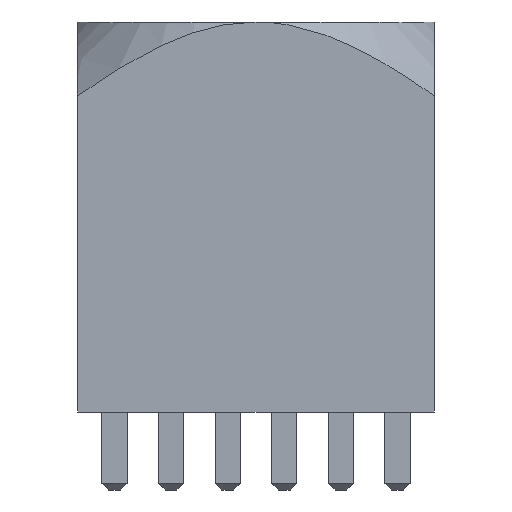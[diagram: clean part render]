
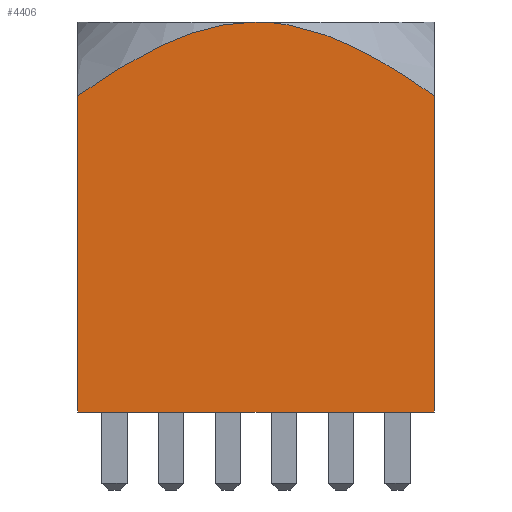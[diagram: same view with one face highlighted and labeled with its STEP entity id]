
A CAD part, front view. The second image highlights one B-rep face of the part: STEP entity #4406.
In plain terms, the highlighted planar face has unit normal (0, -1, 0).
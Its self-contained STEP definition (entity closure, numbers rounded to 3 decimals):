
#224=LINE('',#6142,#632);
#225=LINE('',#6144,#633);
#226=LINE('',#6145,#634);
#632=VECTOR('',#5064,1000.);
#633=VECTOR('',#5067,1000.);
#634=VECTOR('',#5068,1000.);
#877=PLANE('',#4609);
#1284=ORIENTED_EDGE('',*,*,#2096,.F.);
#1285=ORIENTED_EDGE('',*,*,#1884,.T.);
#1286=ORIENTED_EDGE('',*,*,#1991,.T.);
#1287=ORIENTED_EDGE('',*,*,#2097,.T.);
#1288=ORIENTED_EDGE('',*,*,#2095,.T.);
#1884=EDGE_CURVE('',#2306,#2307,#2562,.T.);
#1991=EDGE_CURVE('',#2307,#2401,#2566,.T.);
#2095=EDGE_CURVE('',#2480,#2482,#224,.T.);
#2096=EDGE_CURVE('',#2306,#2482,#225,.T.);
#2097=EDGE_CURVE('',#2401,#2480,#226,.T.);
#2306=VERTEX_POINT('',#5631);
#2307=VERTEX_POINT('',#5633);
#2401=VERTEX_POINT('',#5927);
#2480=VERTEX_POINT('',#6137);
#2482=VERTEX_POINT('',#6141);
#2562=B_SPLINE_CURVE_WITH_KNOTS('',3,(#5634,#5635,#5636,#5637,#5638,#5639,
#5640,#5641,#5642,#5643,#5644,#5645,#5646,#5647,#5648,#5649,#5650),
 .UNSPECIFIED.,.F.,.F.,(4,1,1,1,1,1,1,1,1,1,1,1,1,1,4),(0.,0.125,0.188,
0.25,0.313,0.375,0.438,0.5,0.563,0.625,0.688,0.75,0.813,0.875,1.),
 .UNSPECIFIED.);
#2566=B_SPLINE_CURVE_WITH_KNOTS('',3,(#5928,#5929,#5930,#5931,#5932,#5933,
#5934,#5935,#5936,#5937,#5938,#5939,#5940,#5941,#5942,#5943,#5944),
 .UNSPECIFIED.,.F.,.F.,(4,1,1,1,1,1,1,1,1,1,1,1,1,1,4),(0.,0.125,0.188,
0.25,0.313,0.375,0.438,0.5,0.563,0.625,0.688,0.75,0.813,0.875,1.),
 .UNSPECIFIED.);
#2632=EDGE_LOOP('',(#1284,#1285,#1286,#1287,#1288));
#2850=FACE_BOUND('',#2632,.T.);
#4406=ADVANCED_FACE('',(#2850),#877,.F.);
#4609=AXIS2_PLACEMENT_3D('',#6143,#5065,#5066);
#5064=DIRECTION('',(1.,0.,0.));
#5065=DIRECTION('',(0.,1.,0.));
#5066=DIRECTION('',(1.,0.,0.));
#5067=DIRECTION('',(0.,0.,-1.));
#5068=DIRECTION('',(0.,0.,-1.));
#5631=CARTESIAN_POINT('',(8.,-8.,14.186));
#5633=CARTESIAN_POINT('',(0.,-8.,17.5));
#5634=CARTESIAN_POINT('',(8.,-8.,14.186));
#5635=CARTESIAN_POINT('',(7.678,-8.,14.414));
#5636=CARTESIAN_POINT('',(7.212,-8.,14.734));
#5637=CARTESIAN_POINT('',(6.602,-8.,15.129));
#5638=CARTESIAN_POINT('',(6.191,-8.,15.386));
#5639=CARTESIAN_POINT('',(5.666,-8.,15.7));
#5640=CARTESIAN_POINT('',(5.191,-8.,15.966));
#5641=CARTESIAN_POINT('',(4.708,-8.,16.22));
#5642=CARTESIAN_POINT('',(4.281,-8.,16.43));
#5643=CARTESIAN_POINT('',(3.719,-8.,16.683));
#5644=CARTESIAN_POINT('',(3.209,-8.,16.885));
#5645=CARTESIAN_POINT('',(2.692,-8.,17.063));
#5646=CARTESIAN_POINT('',(2.221,-8.,17.203));
#5647=CARTESIAN_POINT('',(1.638,-8.,17.34));
#5648=CARTESIAN_POINT('',(0.909,-8.,17.462));
#5649=CARTESIAN_POINT('',(0.36,-8.,17.5));
#5650=CARTESIAN_POINT('',(0.,-8.,17.5));
#5927=CARTESIAN_POINT('',(-8.,-8.,14.186));
#5928=CARTESIAN_POINT('',(0.,-8.,17.5));
#5929=CARTESIAN_POINT('',(-0.357,-8.,17.5));
#5930=CARTESIAN_POINT('',(-0.899,-8.,17.463));
#5931=CARTESIAN_POINT('',(-1.622,-8.,17.343));
#5932=CARTESIAN_POINT('',(-2.195,-8.,17.209));
#5933=CARTESIAN_POINT('',(-2.671,-8.,17.07));
#5934=CARTESIAN_POINT('',(-3.191,-8.,16.891));
#5935=CARTESIAN_POINT('',(-3.703,-8.,16.689));
#5936=CARTESIAN_POINT('',(-4.269,-8.,16.436));
#5937=CARTESIAN_POINT('',(-4.698,-8.,16.225));
#5938=CARTESIAN_POINT('',(-5.182,-8.,15.971));
#5939=CARTESIAN_POINT('',(-5.66,-8.,15.703));
#5940=CARTESIAN_POINT('',(-6.188,-8.,15.388));
#5941=CARTESIAN_POINT('',(-6.599,-8.,15.131));
#5942=CARTESIAN_POINT('',(-7.21,-8.,14.735));
#5943=CARTESIAN_POINT('',(-7.677,-8.,14.414));
#5944=CARTESIAN_POINT('',(-8.,-8.,14.186));
#6137=CARTESIAN_POINT('',(-8.,-8.,0.));
#6141=CARTESIAN_POINT('',(8.,-8.,0.));
#6142=CARTESIAN_POINT('',(-8.,-8.,0.));
#6143=CARTESIAN_POINT('',(-8.,-8.,17.5));
#6144=CARTESIAN_POINT('',(8.,-8.,17.5));
#6145=CARTESIAN_POINT('',(-8.,-8.,17.5));
